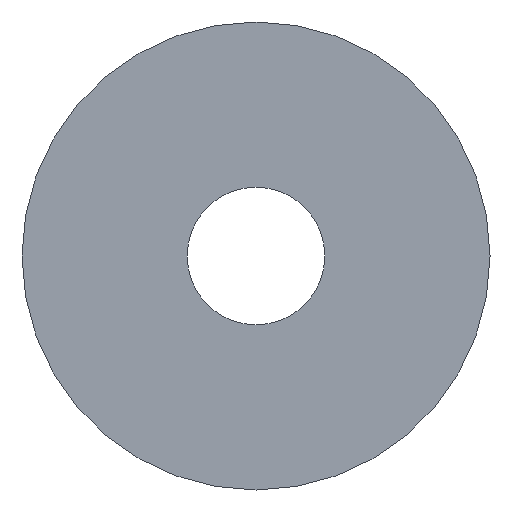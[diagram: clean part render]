
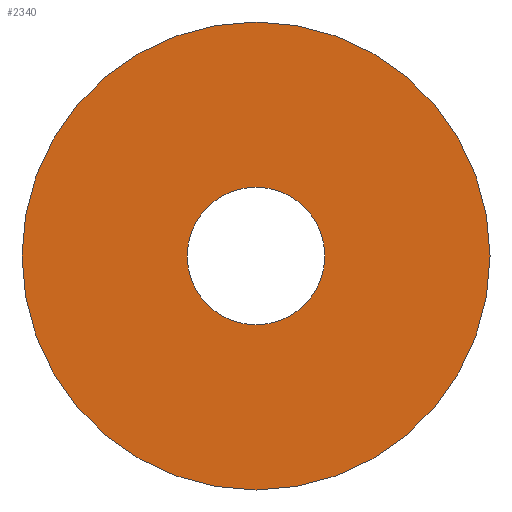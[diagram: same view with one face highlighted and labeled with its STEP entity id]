
A CAD part, left-side view. The second image highlights one B-rep face of the part: STEP entity #2340.
In plain terms, the highlighted planar face has unit normal (-1, 0, 0).
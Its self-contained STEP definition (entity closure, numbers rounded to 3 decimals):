
#108=FACE_BOUND('',#649,.T.);
#519=FACE_OUTER_BOUND('',#648,.T.);
#648=EDGE_LOOP('',(#1682));
#649=EDGE_LOOP('',(#1683));
#857=CIRCLE('',#2578,8.5);
#858=CIRCLE('',#2579,2.5);
#1063=VERTEX_POINT('',#3839);
#1064=VERTEX_POINT('',#3841);
#1310=EDGE_CURVE('',#1063,#1063,#857,.T.);
#1311=EDGE_CURVE('',#1064,#1064,#858,.T.);
#1682=ORIENTED_EDGE('',*,*,#1310,.F.);
#1683=ORIENTED_EDGE('',*,*,#1311,.F.);
#2295=PLANE('',#2577);
#2340=ADVANCED_FACE('',(#519,#108),#2295,.F.);
#2577=AXIS2_PLACEMENT_3D('',#3838,#3005,#3006);
#2578=AXIS2_PLACEMENT_3D('',#3840,#3007,#3008);
#2579=AXIS2_PLACEMENT_3D('',#3842,#3009,#3010);
#3005=DIRECTION('center_axis',(1.,0.,0.));
#3006=DIRECTION('ref_axis',(0.,0.,-1.));
#3007=DIRECTION('center_axis',(1.,0.,0.));
#3008=DIRECTION('ref_axis',(0.,-1.,0.));
#3009=DIRECTION('center_axis',(-1.,0.,0.));
#3010=DIRECTION('ref_axis',(0.,0.,-1.));
#3838=CARTESIAN_POINT('Origin',(0.65,0.,0.));
#3839=CARTESIAN_POINT('',(0.65,8.5,0.));
#3840=CARTESIAN_POINT('Origin',(0.65,0.,0.));
#3841=CARTESIAN_POINT('',(0.65,0.,2.5));
#3842=CARTESIAN_POINT('Origin',(0.65,0.,0.));
